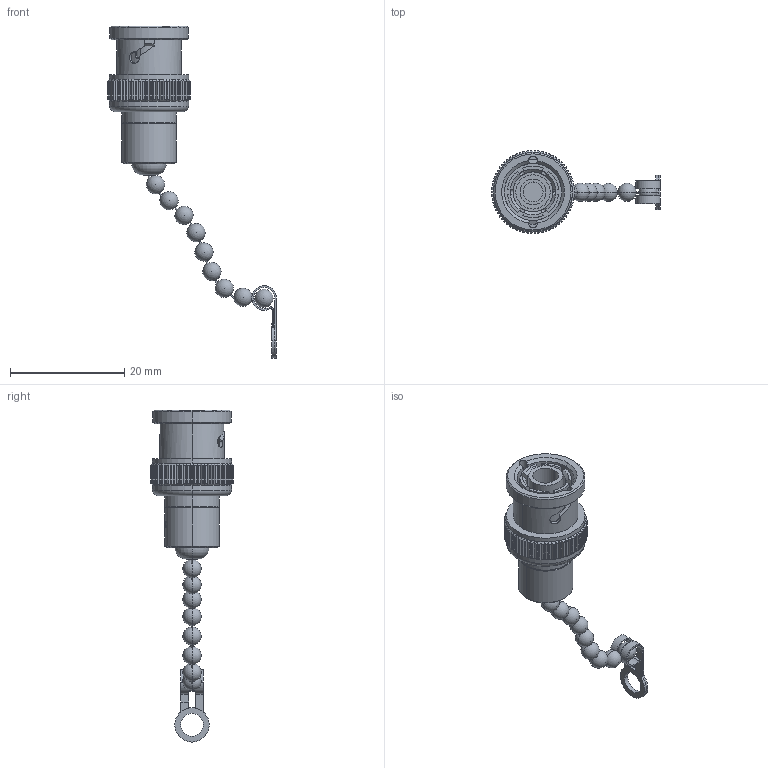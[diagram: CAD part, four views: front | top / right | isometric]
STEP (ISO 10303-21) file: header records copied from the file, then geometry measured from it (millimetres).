
FILE_DESCRIPTION (( 'STEP AP203' ), '1' );
FILE_NAME ('FMTR6253C_3D.STEP', '2022-06-22T11:22:46', ( '' ), ( '' ), 'SwSTEP 2.0', 'SolidWorks 2021', '' );
FILE_SCHEMA (( 'CONFIG_CONTROL_DESIGN' ));
Length unit declared in the file: millimetre
Products named in the file (7): TER_Chain Assembly with Cap; TER_Chain Cap; TER_Chain Link1; TER_Chain Latch1; TER_Chain Link2; FMTR6253C_3D; TER_Main Body2
Assembly tree (23 placements, depth 3):
  FMTR6253C_3D
    TER_Main Body2
    TER_Chain Assembly with Cap
      TER_Chain Cap
      TER_Chain Link1  x10
      TER_Chain Link2  x9
      TER_Chain Latch1
Bounding box: 29.55 x 14.5 x 58.11 mm (x, y, z)
Volume: 2263.1 mm3; surface area: 3307.8 mm2
Topology: 23 solids, 23 shells, 607 faces, 1639 edges, 1078 vertices
Faces by surface type: plane 269, cylinder 172, bspline 109, cone 31, sphere 20, torus 6
Entity records: 26692 total; most frequent: CARTESIAN_POINT 12805, ORIENTED_EDGE 3046, DIRECTION 2063, EDGE_CURVE 1523, VERTEX_POINT 998, AXIS2_PLACEMENT_3D 804, B_SPLINE_CURVE_WITH_KNOTS 719, EDGE_LOOP 587
